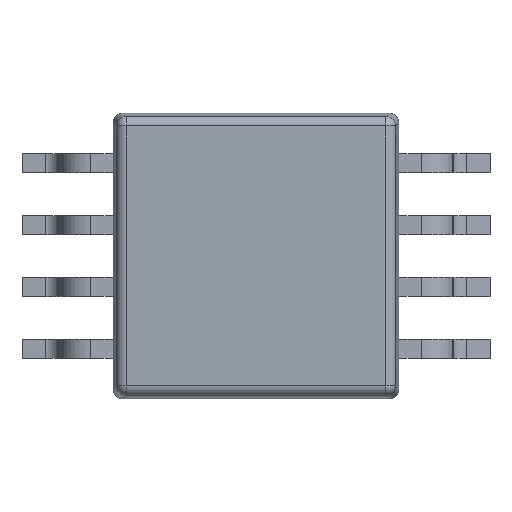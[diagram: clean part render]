
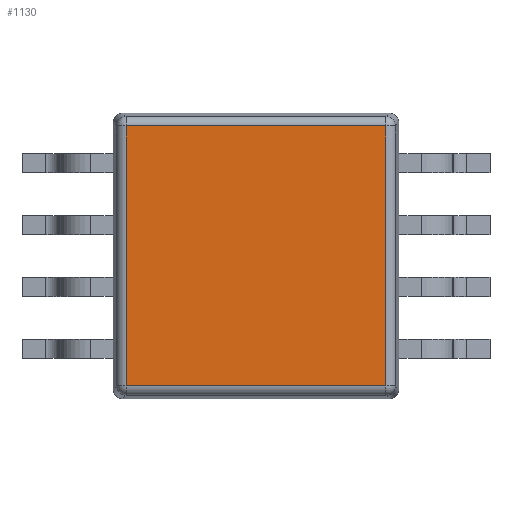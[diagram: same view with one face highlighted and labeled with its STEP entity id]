
A CAD part, top view. The second image highlights one B-rep face of the part: STEP entity #1130.
In plain terms, the highlighted face is planar.
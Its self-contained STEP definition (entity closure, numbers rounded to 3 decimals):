
#1085=VERTEX_POINT('',#1086);
#1086=CARTESIAN_POINT('',(-1.366,0.335,-1.366));
#1112=VERTEX_POINT('',#1113);
#1113=CARTESIAN_POINT('',(-1.366,0.335,1.366));
#1120=EDGE_CURVE('',#1112,#1085,#1121,.F.);
#1121=LINE('',#1122,#1123);
#1122=CARTESIAN_POINT('',(-1.366,0.335,-1.366));
#1123=VECTOR('',#1124,1.0);
#1124=DIRECTION('',(0.0,0.0,1.0));
#1130=ADVANCED_FACE('',(#1131),#1156,.T.);
#1131=FACE_BOUND('',#1132,.T.);
#1132=EDGE_LOOP('',(#1133,#1143,#1149,#1150));
#1133=ORIENTED_EDGE('',*,*,#1134,.T.);
#1134=EDGE_CURVE('',#1135,#1137,#1139,.T.);
#1135=VERTEX_POINT('',#1136);
#1136=CARTESIAN_POINT('',(1.366,0.335,1.366));
#1137=VERTEX_POINT('',#1138);
#1138=CARTESIAN_POINT('',(1.366,0.335,-1.366));
#1139=LINE('',#1140,#1141);
#1140=CARTESIAN_POINT('',(1.366,0.335,1.366));
#1141=VECTOR('',#1142,1.0);
#1142=DIRECTION('',(0.0,0.0,-1.0));
#1143=ORIENTED_EDGE('',*,*,#1144,.T.);
#1144=EDGE_CURVE('',#1137,#1085,#1145,.T.);
#1145=LINE('',#1146,#1147);
#1146=CARTESIAN_POINT('',(1.366,0.335,-1.366));
#1147=VECTOR('',#1148,1.0);
#1148=DIRECTION('',(-1.0,0.0,0.0));
#1149=ORIENTED_EDGE('',*,*,#1120,.F.);
#1150=ORIENTED_EDGE('',*,*,#1151,.T.);
#1151=EDGE_CURVE('',#1112,#1135,#1152,.T.);
#1152=LINE('',#1153,#1154);
#1153=CARTESIAN_POINT('',(-1.366,0.335,1.366));
#1154=VECTOR('',#1155,1.0);
#1155=DIRECTION('',(1.0,0.0,0.0));
#1156=PLANE('',#1157);
#1157=AXIS2_PLACEMENT_3D('',#1158,#1159,#1160);
#1158=CARTESIAN_POINT('',(0.0,0.335,0.0));
#1159=DIRECTION('',(0.0,1.0,0.0));
#1160=DIRECTION('',(1.0,0.0,0.0));
